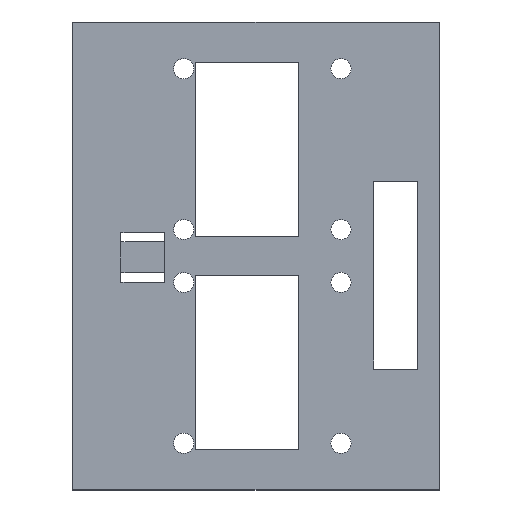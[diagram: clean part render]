
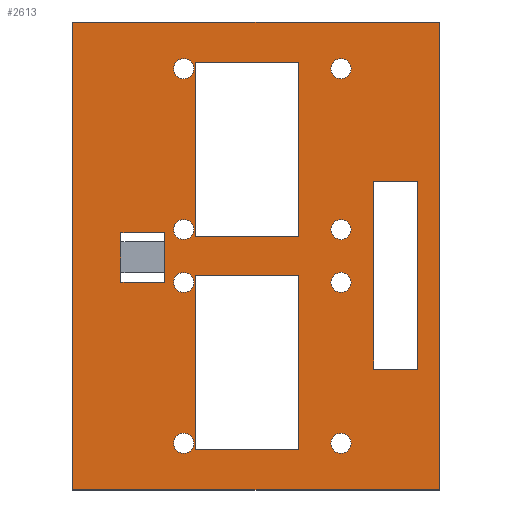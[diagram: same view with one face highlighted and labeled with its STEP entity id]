
A CAD part, top view. The second image highlights one B-rep face of the part: STEP entity #2613.
In plain terms, the highlighted planar face has unit normal (0, 0, 1).
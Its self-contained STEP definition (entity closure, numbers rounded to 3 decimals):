
#39=CIRCLE('',#2754,1.5);
#40=CIRCLE('',#2755,1.5);
#41=CIRCLE('',#2756,1.5);
#42=CIRCLE('',#2757,1.5);
#43=CIRCLE('',#2758,1.5);
#44=CIRCLE('',#2759,1.5);
#45=CIRCLE('',#2760,1.5);
#46=CIRCLE('',#2761,1.5);
#63=FACE_BOUND('',#234,.T.);
#64=FACE_BOUND('',#235,.T.);
#65=FACE_BOUND('',#236,.T.);
#66=FACE_BOUND('',#237,.T.);
#67=FACE_BOUND('',#238,.T.);
#68=FACE_BOUND('',#239,.T.);
#69=FACE_BOUND('',#240,.T.);
#70=FACE_BOUND('',#241,.T.);
#71=FACE_BOUND('',#242,.T.);
#72=FACE_BOUND('',#243,.T.);
#73=FACE_BOUND('',#244,.T.);
#74=FACE_BOUND('',#245,.T.);
#97=FACE_OUTER_BOUND('',#233,.T.);
#233=EDGE_LOOP('',(#1787,#1788,#1789,#1790));
#234=EDGE_LOOP('',(#1791,#1792,#1793,#1794));
#235=EDGE_LOOP('',(#1795,#1796,#1797,#1798));
#236=EDGE_LOOP('',(#1799,#1800,#1801,#1802));
#237=EDGE_LOOP('',(#1803,#1804,#1805,#1806));
#238=EDGE_LOOP('',(#1807));
#239=EDGE_LOOP('',(#1808));
#240=EDGE_LOOP('',(#1809));
#241=EDGE_LOOP('',(#1810));
#242=EDGE_LOOP('',(#1811));
#243=EDGE_LOOP('',(#1812));
#244=EDGE_LOOP('',(#1813));
#245=EDGE_LOOP('',(#1814));
#409=LINE('',#3645,#762);
#412=LINE('',#3650,#765);
#414=LINE('',#3654,#767);
#415=LINE('',#3656,#768);
#427=LINE('',#3682,#780);
#428=LINE('',#3684,#781);
#429=LINE('',#3686,#782);
#430=LINE('',#3687,#783);
#431=LINE('',#3690,#784);
#432=LINE('',#3692,#785);
#433=LINE('',#3694,#786);
#434=LINE('',#3695,#787);
#435=LINE('',#3698,#788);
#436=LINE('',#3700,#789);
#437=LINE('',#3702,#790);
#438=LINE('',#3703,#791);
#439=LINE('',#3706,#792);
#440=LINE('',#3708,#793);
#441=LINE('',#3710,#794);
#442=LINE('',#3711,#795);
#762=VECTOR('',#2945,10.);
#765=VECTOR('',#2950,10.);
#767=VECTOR('',#2954,10.);
#768=VECTOR('',#2957,10.);
#780=VECTOR('',#2975,10.);
#781=VECTOR('',#2976,10.);
#782=VECTOR('',#2977,10.);
#783=VECTOR('',#2978,10.);
#784=VECTOR('',#2979,10.);
#785=VECTOR('',#2980,10.);
#786=VECTOR('',#2981,10.);
#787=VECTOR('',#2982,10.);
#788=VECTOR('',#2983,10.);
#789=VECTOR('',#2984,10.);
#790=VECTOR('',#2985,10.);
#791=VECTOR('',#2986,10.);
#792=VECTOR('',#2987,10.);
#793=VECTOR('',#2988,10.);
#794=VECTOR('',#2989,10.);
#795=VECTOR('',#2990,10.);
#1110=VERTEX_POINT('',#3642);
#1111=VERTEX_POINT('',#3644);
#1112=VERTEX_POINT('',#3648);
#1113=VERTEX_POINT('',#3652);
#1123=VERTEX_POINT('',#3680);
#1124=VERTEX_POINT('',#3681);
#1125=VERTEX_POINT('',#3683);
#1126=VERTEX_POINT('',#3685);
#1127=VERTEX_POINT('',#3688);
#1128=VERTEX_POINT('',#3689);
#1129=VERTEX_POINT('',#3691);
#1130=VERTEX_POINT('',#3693);
#1131=VERTEX_POINT('',#3696);
#1132=VERTEX_POINT('',#3697);
#1133=VERTEX_POINT('',#3699);
#1134=VERTEX_POINT('',#3701);
#1135=VERTEX_POINT('',#3704);
#1136=VERTEX_POINT('',#3705);
#1137=VERTEX_POINT('',#3707);
#1138=VERTEX_POINT('',#3709);
#1139=VERTEX_POINT('',#3712);
#1140=VERTEX_POINT('',#3714);
#1141=VERTEX_POINT('',#3716);
#1142=VERTEX_POINT('',#3718);
#1143=VERTEX_POINT('',#3720);
#1144=VERTEX_POINT('',#3722);
#1145=VERTEX_POINT('',#3724);
#1146=VERTEX_POINT('',#3726);
#1366=EDGE_CURVE('',#1110,#1111,#409,.T.);
#1369=EDGE_CURVE('',#1110,#1112,#412,.T.);
#1371=EDGE_CURVE('',#1113,#1112,#414,.T.);
#1372=EDGE_CURVE('',#1113,#1111,#415,.T.);
#1384=EDGE_CURVE('',#1123,#1124,#427,.T.);
#1385=EDGE_CURVE('',#1123,#1125,#428,.T.);
#1386=EDGE_CURVE('',#1126,#1125,#429,.T.);
#1387=EDGE_CURVE('',#1126,#1124,#430,.T.);
#1388=EDGE_CURVE('',#1127,#1128,#431,.T.);
#1389=EDGE_CURVE('',#1128,#1129,#432,.T.);
#1390=EDGE_CURVE('',#1129,#1130,#433,.T.);
#1391=EDGE_CURVE('',#1130,#1127,#434,.T.);
#1392=EDGE_CURVE('',#1131,#1132,#435,.T.);
#1393=EDGE_CURVE('',#1132,#1133,#436,.T.);
#1394=EDGE_CURVE('',#1133,#1134,#437,.T.);
#1395=EDGE_CURVE('',#1131,#1134,#438,.T.);
#1396=EDGE_CURVE('',#1135,#1136,#439,.T.);
#1397=EDGE_CURVE('',#1136,#1137,#440,.T.);
#1398=EDGE_CURVE('',#1137,#1138,#441,.T.);
#1399=EDGE_CURVE('',#1135,#1138,#442,.T.);
#1400=EDGE_CURVE('',#1139,#1139,#39,.T.);
#1401=EDGE_CURVE('',#1140,#1140,#40,.T.);
#1402=EDGE_CURVE('',#1141,#1141,#41,.T.);
#1403=EDGE_CURVE('',#1142,#1142,#42,.T.);
#1404=EDGE_CURVE('',#1143,#1143,#43,.T.);
#1405=EDGE_CURVE('',#1144,#1144,#44,.T.);
#1406=EDGE_CURVE('',#1145,#1145,#45,.T.);
#1407=EDGE_CURVE('',#1146,#1146,#46,.T.);
#1787=ORIENTED_EDGE('',*,*,#1384,.F.);
#1788=ORIENTED_EDGE('',*,*,#1385,.T.);
#1789=ORIENTED_EDGE('',*,*,#1386,.F.);
#1790=ORIENTED_EDGE('',*,*,#1387,.T.);
#1791=ORIENTED_EDGE('',*,*,#1371,.F.);
#1792=ORIENTED_EDGE('',*,*,#1372,.T.);
#1793=ORIENTED_EDGE('',*,*,#1366,.F.);
#1794=ORIENTED_EDGE('',*,*,#1369,.T.);
#1795=ORIENTED_EDGE('',*,*,#1388,.T.);
#1796=ORIENTED_EDGE('',*,*,#1389,.T.);
#1797=ORIENTED_EDGE('',*,*,#1390,.T.);
#1798=ORIENTED_EDGE('',*,*,#1391,.T.);
#1799=ORIENTED_EDGE('',*,*,#1392,.T.);
#1800=ORIENTED_EDGE('',*,*,#1393,.T.);
#1801=ORIENTED_EDGE('',*,*,#1394,.T.);
#1802=ORIENTED_EDGE('',*,*,#1395,.F.);
#1803=ORIENTED_EDGE('',*,*,#1396,.T.);
#1804=ORIENTED_EDGE('',*,*,#1397,.T.);
#1805=ORIENTED_EDGE('',*,*,#1398,.T.);
#1806=ORIENTED_EDGE('',*,*,#1399,.F.);
#1807=ORIENTED_EDGE('',*,*,#1400,.T.);
#1808=ORIENTED_EDGE('',*,*,#1401,.T.);
#1809=ORIENTED_EDGE('',*,*,#1402,.T.);
#1810=ORIENTED_EDGE('',*,*,#1403,.T.);
#1811=ORIENTED_EDGE('',*,*,#1404,.T.);
#1812=ORIENTED_EDGE('',*,*,#1405,.T.);
#1813=ORIENTED_EDGE('',*,*,#1406,.T.);
#1814=ORIENTED_EDGE('',*,*,#1407,.T.);
#2493=PLANE('',#2753);
#2613=ADVANCED_FACE('',(#97,#63,#64,#65,#66,#67,#68,#69,#70,#71,#72,#73,
#74),#2493,.T.);
#2753=AXIS2_PLACEMENT_3D('',#3679,#2973,#2974);
#2754=AXIS2_PLACEMENT_3D('',#3713,#2991,#2992);
#2755=AXIS2_PLACEMENT_3D('',#3715,#2993,#2994);
#2756=AXIS2_PLACEMENT_3D('',#3717,#2995,#2996);
#2757=AXIS2_PLACEMENT_3D('',#3719,#2997,#2998);
#2758=AXIS2_PLACEMENT_3D('',#3721,#2999,#3000);
#2759=AXIS2_PLACEMENT_3D('',#3723,#3001,#3002);
#2760=AXIS2_PLACEMENT_3D('',#3725,#3003,#3004);
#2761=AXIS2_PLACEMENT_3D('',#3727,#3005,#3006);
#2945=DIRECTION('',(-1.,0.,0.));
#2950=DIRECTION('',(0.,-1.,0.));
#2954=DIRECTION('',(1.,0.,0.));
#2957=DIRECTION('',(0.,1.,0.));
#2973=DIRECTION('center_axis',(0.,0.,1.));
#2974=DIRECTION('ref_axis',(-1.,0.,0.));
#2975=DIRECTION('',(1.,0.,0.));
#2976=DIRECTION('',(0.,-1.,0.));
#2977=DIRECTION('',(-1.,0.,0.));
#2978=DIRECTION('',(0.,1.,0.));
#2979=DIRECTION('',(-1.,0.,0.));
#2980=DIRECTION('',(0.,1.,0.));
#2981=DIRECTION('',(1.,0.,0.));
#2982=DIRECTION('',(0.,-1.,0.));
#2983=DIRECTION('',(-1.,0.,0.));
#2984=DIRECTION('',(0.,1.,0.));
#2985=DIRECTION('',(1.,0.,0.));
#2986=DIRECTION('',(0.,1.,0.));
#2987=DIRECTION('',(-1.,0.,0.));
#2988=DIRECTION('',(0.,1.,0.));
#2989=DIRECTION('',(1.,0.,0.));
#2990=DIRECTION('',(0.,1.,0.));
#2991=DIRECTION('center_axis',(0.,0.,-1.));
#2992=DIRECTION('ref_axis',(-1.,0.,0.));
#2993=DIRECTION('center_axis',(0.,0.,-1.));
#2994=DIRECTION('ref_axis',(-1.,0.,0.));
#2995=DIRECTION('center_axis',(0.,0.,-1.));
#2996=DIRECTION('ref_axis',(-1.,0.,0.));
#2997=DIRECTION('center_axis',(0.,0.,-1.));
#2998=DIRECTION('ref_axis',(-1.,0.,0.));
#2999=DIRECTION('center_axis',(0.,0.,-1.));
#3000=DIRECTION('ref_axis',(-1.,0.,0.));
#3001=DIRECTION('center_axis',(0.,0.,-1.));
#3002=DIRECTION('ref_axis',(-1.,0.,0.));
#3003=DIRECTION('center_axis',(0.,0.,-1.));
#3004=DIRECTION('ref_axis',(-1.,0.,0.));
#3005=DIRECTION('center_axis',(0.,0.,-1.));
#3006=DIRECTION('ref_axis',(-1.,0.,0.));
#3642=CARTESIAN_POINT('',(17.552,52.193,35.718));
#3644=CARTESIAN_POINT('',(10.986,52.193,35.718));
#3645=CARTESIAN_POINT('',(37.048,52.193,35.718));
#3648=CARTESIAN_POINT('',(17.552,44.806,35.718));
#3650=CARTESIAN_POINT('',(17.552,33.155,35.718));
#3652=CARTESIAN_POINT('',(10.986,44.806,35.718));
#3654=CARTESIAN_POINT('',(37.048,44.806,35.718));
#3656=CARTESIAN_POINT('',(10.986,30.072,35.718));
#3679=CARTESIAN_POINT('Origin',(56.573,14.779,35.718));
#3680=CARTESIAN_POINT('',(3.751,83.68,35.718));
#3681=CARTESIAN_POINT('',(58.574,83.68,35.718));
#3682=CARTESIAN_POINT('',(5.234,83.68,35.718));
#3683=CARTESIAN_POINT('',(3.751,13.78,35.718));
#3684=CARTESIAN_POINT('',(3.751,14.779,35.718));
#3685=CARTESIAN_POINT('',(58.574,13.78,35.718));
#3686=CARTESIAN_POINT('',(56.573,13.78,35.718));
#3687=CARTESIAN_POINT('',(58.574,82.7,35.718));
#3688=CARTESIAN_POINT('',(55.34,31.838,35.718));
#3689=CARTESIAN_POINT('',(48.722,31.838,35.718));
#3690=CARTESIAN_POINT('',(55.075,31.838,35.718));
#3691=CARTESIAN_POINT('',(48.722,59.896,35.718));
#3692=CARTESIAN_POINT('',(48.722,23.309,35.718));
#3693=CARTESIAN_POINT('',(55.34,59.896,35.718));
#3694=CARTESIAN_POINT('',(55.075,59.896,35.718));
#3695=CARTESIAN_POINT('',(55.34,37.338,35.718));
#3696=CARTESIAN_POINT('',(37.579,51.697,35.718));
#3697=CARTESIAN_POINT('',(22.179,51.697,35.718));
#3698=CARTESIAN_POINT('',(41.626,51.697,35.718));
#3699=CARTESIAN_POINT('',(22.179,77.697,35.718));
#3700=CARTESIAN_POINT('',(22.179,46.638,35.718));
#3701=CARTESIAN_POINT('',(37.579,77.697,35.718));
#3702=CARTESIAN_POINT('',(41.626,77.697,35.718));
#3703=CARTESIAN_POINT('',(37.579,46.438,35.718));
#3704=CARTESIAN_POINT('',(37.579,19.752,35.718));
#3705=CARTESIAN_POINT('',(22.179,19.752,35.718));
#3706=CARTESIAN_POINT('',(41.626,19.752,35.718));
#3707=CARTESIAN_POINT('',(22.179,45.752,35.718));
#3708=CARTESIAN_POINT('',(22.179,30.666,35.718));
#3709=CARTESIAN_POINT('',(37.579,45.752,35.718));
#3710=CARTESIAN_POINT('',(41.626,45.752,35.718));
#3711=CARTESIAN_POINT('',(37.579,17.066,35.718));
#3712=CARTESIAN_POINT('',(45.356,76.713,35.718));
#3713=CARTESIAN_POINT('Origin',(43.856,76.713,35.718));
#3714=CARTESIAN_POINT('',(45.356,44.769,35.718));
#3715=CARTESIAN_POINT('Origin',(43.856,44.769,35.718));
#3716=CARTESIAN_POINT('',(45.356,20.736,35.718));
#3717=CARTESIAN_POINT('Origin',(43.856,20.736,35.718));
#3718=CARTESIAN_POINT('',(21.856,52.68,35.718));
#3719=CARTESIAN_POINT('Origin',(20.356,52.68,35.718));
#3720=CARTESIAN_POINT('',(21.856,44.769,35.718));
#3721=CARTESIAN_POINT('Origin',(20.356,44.769,35.718));
#3722=CARTESIAN_POINT('',(21.856,76.713,35.718));
#3723=CARTESIAN_POINT('Origin',(20.356,76.713,35.718));
#3724=CARTESIAN_POINT('',(45.356,52.68,35.718));
#3725=CARTESIAN_POINT('Origin',(43.856,52.68,35.718));
#3726=CARTESIAN_POINT('',(21.856,20.736,35.718));
#3727=CARTESIAN_POINT('Origin',(20.356,20.736,35.718));
